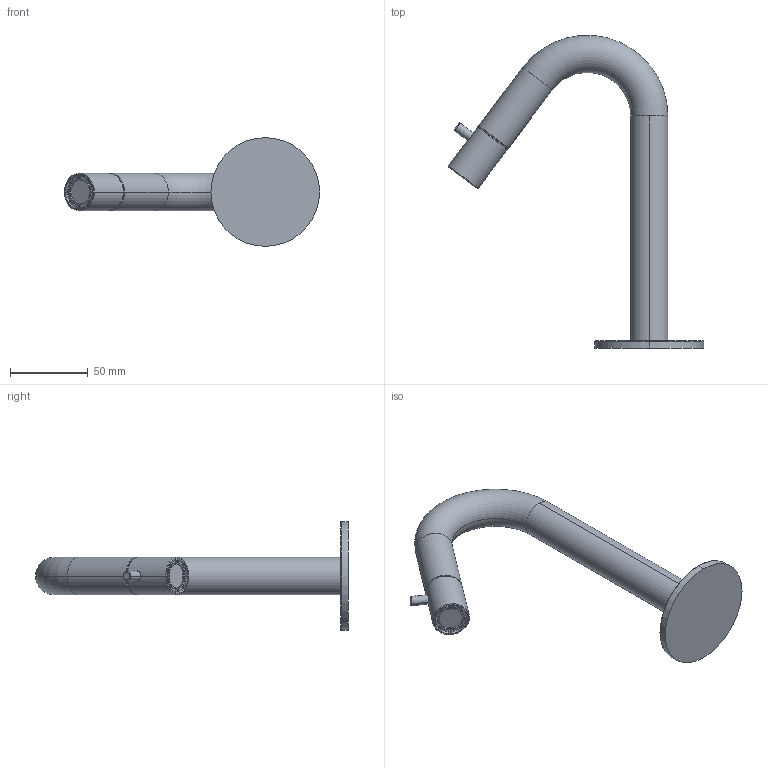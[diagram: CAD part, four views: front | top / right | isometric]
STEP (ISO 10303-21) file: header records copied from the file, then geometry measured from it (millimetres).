
FILE_DESCRIPTION (( 'STEP AP214' ), '1' );
FILE_NAME ('C35.0049.STEP', '2022-11-17T14:06:57', ( 'Solid' ), ( '' ), 'SwSTEP 2.0', 'SolidWorks 2019', '' );
FILE_SCHEMA (( 'AUTOMOTIVE_DESIGN' ));
Length unit declared in the file: millimetre
Products named in the file (3): C35.0049; Areador V 24
Assembly tree (2 placements, depth 2):
  C35.0049
    C35.0049
    Areador V 24
Bounding box: 164.38 x 201.56 x 70 mm (x, y, z)
Volume: 164516.5 mm3; surface area: 38522.7 mm2
Topology: 4 solids, 4 shells, 114 faces, 247 edges, 159 vertices
Faces by surface type: cylinder 52, plane 44, torus 14, bspline 2, cone 2
Entity records: 3594 total; most frequent: CARTESIAN_POINT 863, DIRECTION 605, ORIENTED_EDGE 490, AXIS2_PLACEMENT_3D 251, EDGE_CURVE 245, VERTEX_POINT 159, EDGE_LOOP 134, CIRCLE 134
